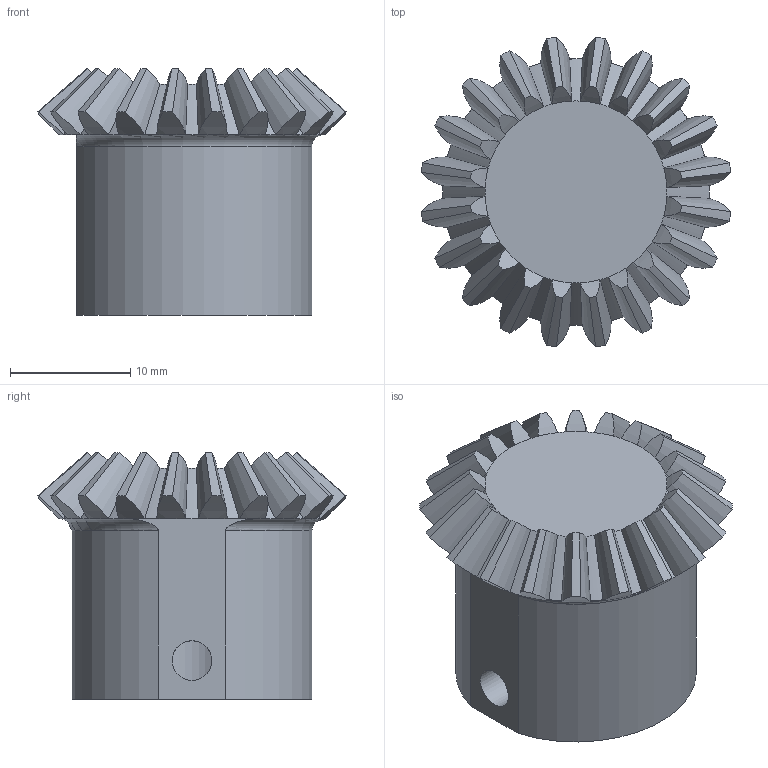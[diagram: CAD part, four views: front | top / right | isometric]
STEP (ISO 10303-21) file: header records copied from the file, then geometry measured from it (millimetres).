
FILE_DESCRIPTION(/* description */ (''),/* implementation_level */ '2;1');
FILE_NAME(/* name */ 'ADM_BEVEL_GEAR.stp',/* time_stamp */ '2024-10-18T18:06:20-05:00',/* author */ ('yulio'),/* organization */ (''),/* preprocessor_version */ 'ST-DEVELOPER v20',/* originating_system */ 'Autodesk Inventor 2024',/* authorisation */ '');
FILE_SCHEMA (('AUTOMOTIVE_DESIGN { 1 0 10303 214 3 1 1 }'));
Length unit declared in the file: millimetre
Products named in the file (1): acople engranaje
Bounding box: 25.75 x 25.75 x 20.47 mm (x, y, z)
Volume: 5637.3 mm3; surface area: 2738.3 mm2
Topology: 1 solids, 1 shells, 135 faces, 311 edges, 181 vertices
Faces by surface type: cone 80, bspline 40, plane 10, cylinder 4, torus 1
Full cylindrical faces by diameter (mm): 3.3 x2, 6.4 x1
Entity records: 5276 total; most frequent: CARTESIAN_POINT 2371, ORIENTED_EDGE 622, DIRECTION 547, EDGE_CURVE 311, AXIS2_PLACEMENT_3D 224, VERTEX_POINT 181, EDGE_LOOP 142, FACE_OUTER_BOUND 135
